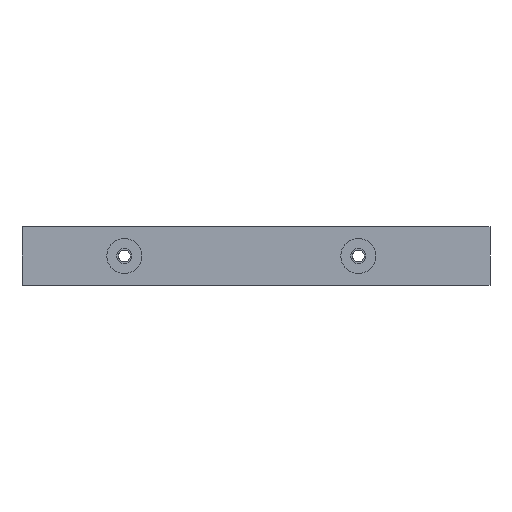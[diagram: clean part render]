
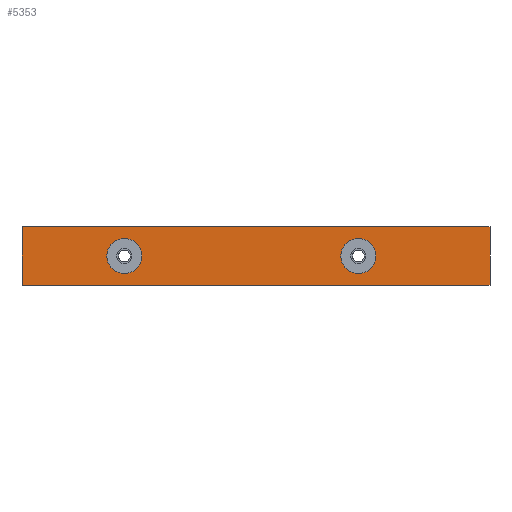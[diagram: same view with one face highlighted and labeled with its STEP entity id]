
A CAD part, left-side view. The second image highlights one B-rep face of the part: STEP entity #5353.
In plain terms, the highlighted planar face has unit normal (-1, 0, 0).
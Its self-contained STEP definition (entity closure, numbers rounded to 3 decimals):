
#5353 = ADVANCED_FACE('',(#5354,#5414,#5469),#5369,.T.);
#5354 = FACE_BOUND('',#5355,.T.);
#5355 = EDGE_LOOP('',(#5356,#5392));
#5356 = ORIENTED_EDGE('',*,*,#5357,.F.);
#5357 = EDGE_CURVE('',#5358,#5360,#5362,.T.);
#5358 = VERTEX_POINT('',#5359);
#5359 = CARTESIAN_POINT('',(-75.,34.,10.));
#5360 = VERTEX_POINT('',#5361);
#5361 = CARTESIAN_POINT('',(-75.,40.,4.));
#5362 = SURFACE_CURVE('',#5363,(#5368,#5380),.PCURVE_S1.);
#5363 = CIRCLE('',#5364,6.);
#5364 = AXIS2_PLACEMENT_3D('',#5365,#5366,#5367);
#5365 = CARTESIAN_POINT('',(-75.,40.,10.));
#5366 = DIRECTION('',(-1.,0.,0.));
#5367 = DIRECTION('',(0.,0.,-1.));
#5368 = PCURVE('',#5369,#5374);
#5369 = PLANE('',#5370);
#5370 = AXIS2_PLACEMENT_3D('',#5371,#5372,#5373);
#5371 = CARTESIAN_POINT('',(-75.,-85.,0.));
#5372 = DIRECTION('',(-1.,0.,0.));
#5373 = DIRECTION('',(0.,1.,0.));
#5374 = DEFINITIONAL_REPRESENTATION('',(#5375),#5379);
#5375 = CIRCLE('',#5376,6.);
#5376 = AXIS2_PLACEMENT_2D('',#5377,#5378);
#5377 = CARTESIAN_POINT('',(125.,-10.));
#5378 = DIRECTION('',(0.,1.));
#5379 = ( GEOMETRIC_REPRESENTATION_CONTEXT(2) 
PARAMETRIC_REPRESENTATION_CONTEXT() REPRESENTATION_CONTEXT('2D SPACE',''
  ) );
#5380 = PCURVE('',#5381,#5386);
#5381 = CYLINDRICAL_SURFACE('',#5382,6.);
#5382 = AXIS2_PLACEMENT_3D('',#5383,#5384,#5385);
#5383 = CARTESIAN_POINT('',(-76.,40.,10.));
#5384 = DIRECTION('',(-1.,0.,0.));
#5385 = DIRECTION('',(0.,-1.,0.));
#5386 = DEFINITIONAL_REPRESENTATION('',(#5387),#5391);
#5387 = LINE('',#5388,#5389);
#5388 = CARTESIAN_POINT('',(-1.571,-1.));
#5389 = VECTOR('',#5390,1.);
#5390 = DIRECTION('',(1.,0.));
#5391 = ( GEOMETRIC_REPRESENTATION_CONTEXT(2) 
PARAMETRIC_REPRESENTATION_CONTEXT() REPRESENTATION_CONTEXT('2D SPACE',''
  ) );
#5392 = ORIENTED_EDGE('',*,*,#5393,.F.);
#5393 = EDGE_CURVE('',#5360,#5358,#5394,.T.);
#5394 = SURFACE_CURVE('',#5395,(#5400,#5407),.PCURVE_S1.);
#5395 = CIRCLE('',#5396,6.);
#5396 = AXIS2_PLACEMENT_3D('',#5397,#5398,#5399);
#5397 = CARTESIAN_POINT('',(-75.,40.,10.));
#5398 = DIRECTION('',(-1.,0.,0.));
#5399 = DIRECTION('',(0.,0.,-1.));
#5400 = PCURVE('',#5369,#5401);
#5401 = DEFINITIONAL_REPRESENTATION('',(#5402),#5406);
#5402 = CIRCLE('',#5403,6.);
#5403 = AXIS2_PLACEMENT_2D('',#5404,#5405);
#5404 = CARTESIAN_POINT('',(125.,-10.));
#5405 = DIRECTION('',(0.,1.));
#5406 = ( GEOMETRIC_REPRESENTATION_CONTEXT(2) 
PARAMETRIC_REPRESENTATION_CONTEXT() REPRESENTATION_CONTEXT('2D SPACE',''
  ) );
#5407 = PCURVE('',#5381,#5408);
#5408 = DEFINITIONAL_REPRESENTATION('',(#5409),#5413);
#5409 = LINE('',#5410,#5411);
#5410 = CARTESIAN_POINT('',(4.712,-1.));
#5411 = VECTOR('',#5412,1.);
#5412 = DIRECTION('',(1.,0.));
#5413 = ( GEOMETRIC_REPRESENTATION_CONTEXT(2) 
PARAMETRIC_REPRESENTATION_CONTEXT() REPRESENTATION_CONTEXT('2D SPACE',''
  ) );
#5414 = FACE_BOUND('',#5415,.T.);
#5415 = EDGE_LOOP('',(#5416,#5447));
#5416 = ORIENTED_EDGE('',*,*,#5417,.F.);
#5417 = EDGE_CURVE('',#5418,#5420,#5422,.T.);
#5418 = VERTEX_POINT('',#5419);
#5419 = CARTESIAN_POINT('',(-75.,-46.,10.));
#5420 = VERTEX_POINT('',#5421);
#5421 = CARTESIAN_POINT('',(-75.,-40.,4.));
#5422 = SURFACE_CURVE('',#5423,(#5428,#5435),.PCURVE_S1.);
#5423 = CIRCLE('',#5424,6.);
#5424 = AXIS2_PLACEMENT_3D('',#5425,#5426,#5427);
#5425 = CARTESIAN_POINT('',(-75.,-40.,10.));
#5426 = DIRECTION('',(-1.,0.,0.));
#5427 = DIRECTION('',(0.,0.,-1.));
#5428 = PCURVE('',#5369,#5429);
#5429 = DEFINITIONAL_REPRESENTATION('',(#5430),#5434);
#5430 = CIRCLE('',#5431,6.);
#5431 = AXIS2_PLACEMENT_2D('',#5432,#5433);
#5432 = CARTESIAN_POINT('',(45.,-10.));
#5433 = DIRECTION('',(0.,1.));
#5434 = ( GEOMETRIC_REPRESENTATION_CONTEXT(2) 
PARAMETRIC_REPRESENTATION_CONTEXT() REPRESENTATION_CONTEXT('2D SPACE',''
  ) );
#5435 = PCURVE('',#5436,#5441);
#5436 = CYLINDRICAL_SURFACE('',#5437,6.);
#5437 = AXIS2_PLACEMENT_3D('',#5438,#5439,#5440);
#5438 = CARTESIAN_POINT('',(-76.,-40.,10.));
#5439 = DIRECTION('',(-1.,0.,0.));
#5440 = DIRECTION('',(0.,-1.,0.));
#5441 = DEFINITIONAL_REPRESENTATION('',(#5442),#5446);
#5442 = LINE('',#5443,#5444);
#5443 = CARTESIAN_POINT('',(-1.571,-1.));
#5444 = VECTOR('',#5445,1.);
#5445 = DIRECTION('',(1.,0.));
#5446 = ( GEOMETRIC_REPRESENTATION_CONTEXT(2) 
PARAMETRIC_REPRESENTATION_CONTEXT() REPRESENTATION_CONTEXT('2D SPACE',''
  ) );
#5447 = ORIENTED_EDGE('',*,*,#5448,.F.);
#5448 = EDGE_CURVE('',#5420,#5418,#5449,.T.);
#5449 = SURFACE_CURVE('',#5450,(#5455,#5462),.PCURVE_S1.);
#5450 = CIRCLE('',#5451,6.);
#5451 = AXIS2_PLACEMENT_3D('',#5452,#5453,#5454);
#5452 = CARTESIAN_POINT('',(-75.,-40.,10.));
#5453 = DIRECTION('',(-1.,0.,0.));
#5454 = DIRECTION('',(0.,0.,-1.));
#5455 = PCURVE('',#5369,#5456);
#5456 = DEFINITIONAL_REPRESENTATION('',(#5457),#5461);
#5457 = CIRCLE('',#5458,6.);
#5458 = AXIS2_PLACEMENT_2D('',#5459,#5460);
#5459 = CARTESIAN_POINT('',(45.,-10.));
#5460 = DIRECTION('',(0.,1.));
#5461 = ( GEOMETRIC_REPRESENTATION_CONTEXT(2) 
PARAMETRIC_REPRESENTATION_CONTEXT() REPRESENTATION_CONTEXT('2D SPACE',''
  ) );
#5462 = PCURVE('',#5436,#5463);
#5463 = DEFINITIONAL_REPRESENTATION('',(#5464),#5468);
#5464 = LINE('',#5465,#5466);
#5465 = CARTESIAN_POINT('',(4.712,-1.));
#5466 = VECTOR('',#5467,1.);
#5467 = DIRECTION('',(1.,0.));
#5468 = ( GEOMETRIC_REPRESENTATION_CONTEXT(2) 
PARAMETRIC_REPRESENTATION_CONTEXT() REPRESENTATION_CONTEXT('2D SPACE',''
  ) );
#5469 = FACE_BOUND('',#5470,.T.);
#5470 = EDGE_LOOP('',(#5471,#5501,#5529,#5557));
#5471 = ORIENTED_EDGE('',*,*,#5472,.T.);
#5472 = EDGE_CURVE('',#5473,#5475,#5477,.T.);
#5473 = VERTEX_POINT('',#5474);
#5474 = CARTESIAN_POINT('',(-75.,-85.,0.));
#5475 = VERTEX_POINT('',#5476);
#5476 = CARTESIAN_POINT('',(-75.,-85.,20.));
#5477 = SURFACE_CURVE('',#5478,(#5482,#5489),.PCURVE_S1.);
#5478 = LINE('',#5479,#5480);
#5479 = CARTESIAN_POINT('',(-75.,-85.,0.));
#5480 = VECTOR('',#5481,1.);
#5481 = DIRECTION('',(0.,0.,1.));
#5482 = PCURVE('',#5369,#5483);
#5483 = DEFINITIONAL_REPRESENTATION('',(#5484),#5488);
#5484 = LINE('',#5485,#5486);
#5485 = CARTESIAN_POINT('',(0.,0.));
#5486 = VECTOR('',#5487,1.);
#5487 = DIRECTION('',(0.,-1.));
#5488 = ( GEOMETRIC_REPRESENTATION_CONTEXT(2) 
PARAMETRIC_REPRESENTATION_CONTEXT() REPRESENTATION_CONTEXT('2D SPACE',''
  ) );
#5489 = PCURVE('',#5490,#5495);
#5490 = PLANE('',#5491);
#5491 = AXIS2_PLACEMENT_3D('',#5492,#5493,#5494);
#5492 = CARTESIAN_POINT('',(75.,-85.,0.));
#5493 = DIRECTION('',(0.,-1.,0.));
#5494 = DIRECTION('',(-1.,0.,0.));
#5495 = DEFINITIONAL_REPRESENTATION('',(#5496),#5500);
#5496 = LINE('',#5497,#5498);
#5497 = CARTESIAN_POINT('',(150.,0.));
#5498 = VECTOR('',#5499,1.);
#5499 = DIRECTION('',(0.,-1.));
#5500 = ( GEOMETRIC_REPRESENTATION_CONTEXT(2) 
PARAMETRIC_REPRESENTATION_CONTEXT() REPRESENTATION_CONTEXT('2D SPACE',''
  ) );
#5501 = ORIENTED_EDGE('',*,*,#5502,.T.);
#5502 = EDGE_CURVE('',#5475,#5503,#5505,.T.);
#5503 = VERTEX_POINT('',#5504);
#5504 = CARTESIAN_POINT('',(-75.,75.,20.));
#5505 = SURFACE_CURVE('',#5506,(#5510,#5517),.PCURVE_S1.);
#5506 = LINE('',#5507,#5508);
#5507 = CARTESIAN_POINT('',(-75.,-85.,20.));
#5508 = VECTOR('',#5509,1.);
#5509 = DIRECTION('',(0.,1.,0.));
#5510 = PCURVE('',#5369,#5511);
#5511 = DEFINITIONAL_REPRESENTATION('',(#5512),#5516);
#5512 = LINE('',#5513,#5514);
#5513 = CARTESIAN_POINT('',(0.,-20.));
#5514 = VECTOR('',#5515,1.);
#5515 = DIRECTION('',(1.,0.));
#5516 = ( GEOMETRIC_REPRESENTATION_CONTEXT(2) 
PARAMETRIC_REPRESENTATION_CONTEXT() REPRESENTATION_CONTEXT('2D SPACE',''
  ) );
#5517 = PCURVE('',#5518,#5523);
#5518 = PLANE('',#5519);
#5519 = AXIS2_PLACEMENT_3D('',#5520,#5521,#5522);
#5520 = CARTESIAN_POINT('',(-75.,-85.,20.));
#5521 = DIRECTION('',(0.,0.,1.));
#5522 = DIRECTION('',(1.,0.,0.));
#5523 = DEFINITIONAL_REPRESENTATION('',(#5524),#5528);
#5524 = LINE('',#5525,#5526);
#5525 = CARTESIAN_POINT('',(0.,0.));
#5526 = VECTOR('',#5527,1.);
#5527 = DIRECTION('',(0.,1.));
#5528 = ( GEOMETRIC_REPRESENTATION_CONTEXT(2) 
PARAMETRIC_REPRESENTATION_CONTEXT() REPRESENTATION_CONTEXT('2D SPACE',''
  ) );
#5529 = ORIENTED_EDGE('',*,*,#5530,.F.);
#5530 = EDGE_CURVE('',#5531,#5503,#5533,.T.);
#5531 = VERTEX_POINT('',#5532);
#5532 = CARTESIAN_POINT('',(-75.,75.,0.));
#5533 = SURFACE_CURVE('',#5534,(#5538,#5545),.PCURVE_S1.);
#5534 = LINE('',#5535,#5536);
#5535 = CARTESIAN_POINT('',(-75.,75.,0.));
#5536 = VECTOR('',#5537,1.);
#5537 = DIRECTION('',(0.,0.,1.));
#5538 = PCURVE('',#5369,#5539);
#5539 = DEFINITIONAL_REPRESENTATION('',(#5540),#5544);
#5540 = LINE('',#5541,#5542);
#5541 = CARTESIAN_POINT('',(160.,0.));
#5542 = VECTOR('',#5543,1.);
#5543 = DIRECTION('',(0.,-1.));
#5544 = ( GEOMETRIC_REPRESENTATION_CONTEXT(2) 
PARAMETRIC_REPRESENTATION_CONTEXT() REPRESENTATION_CONTEXT('2D SPACE',''
  ) );
#5545 = PCURVE('',#5546,#5551);
#5546 = PLANE('',#5547);
#5547 = AXIS2_PLACEMENT_3D('',#5548,#5549,#5550);
#5548 = CARTESIAN_POINT('',(-75.,75.,0.));
#5549 = DIRECTION('',(0.,1.,0.));
#5550 = DIRECTION('',(1.,0.,0.));
#5551 = DEFINITIONAL_REPRESENTATION('',(#5552),#5556);
#5552 = LINE('',#5553,#5554);
#5553 = CARTESIAN_POINT('',(0.,0.));
#5554 = VECTOR('',#5555,1.);
#5555 = DIRECTION('',(0.,-1.));
#5556 = ( GEOMETRIC_REPRESENTATION_CONTEXT(2) 
PARAMETRIC_REPRESENTATION_CONTEXT() REPRESENTATION_CONTEXT('2D SPACE',''
  ) );
#5557 = ORIENTED_EDGE('',*,*,#5558,.F.);
#5558 = EDGE_CURVE('',#5473,#5531,#5559,.T.);
#5559 = SURFACE_CURVE('',#5560,(#5564,#5571),.PCURVE_S1.);
#5560 = LINE('',#5561,#5562);
#5561 = CARTESIAN_POINT('',(-75.,-85.,0.));
#5562 = VECTOR('',#5563,1.);
#5563 = DIRECTION('',(0.,1.,0.));
#5564 = PCURVE('',#5369,#5565);
#5565 = DEFINITIONAL_REPRESENTATION('',(#5566),#5570);
#5566 = LINE('',#5567,#5568);
#5567 = CARTESIAN_POINT('',(0.,0.));
#5568 = VECTOR('',#5569,1.);
#5569 = DIRECTION('',(1.,0.));
#5570 = ( GEOMETRIC_REPRESENTATION_CONTEXT(2) 
PARAMETRIC_REPRESENTATION_CONTEXT() REPRESENTATION_CONTEXT('2D SPACE',''
  ) );
#5571 = PCURVE('',#5572,#5577);
#5572 = PLANE('',#5573);
#5573 = AXIS2_PLACEMENT_3D('',#5574,#5575,#5576);
#5574 = CARTESIAN_POINT('',(-75.,-85.,0.));
#5575 = DIRECTION('',(0.,0.,1.));
#5576 = DIRECTION('',(1.,0.,0.));
#5577 = DEFINITIONAL_REPRESENTATION('',(#5578),#5582);
#5578 = LINE('',#5579,#5580);
#5579 = CARTESIAN_POINT('',(0.,0.));
#5580 = VECTOR('',#5581,1.);
#5581 = DIRECTION('',(0.,1.));
#5582 = ( GEOMETRIC_REPRESENTATION_CONTEXT(2) 
PARAMETRIC_REPRESENTATION_CONTEXT() REPRESENTATION_CONTEXT('2D SPACE',''
  ) );
